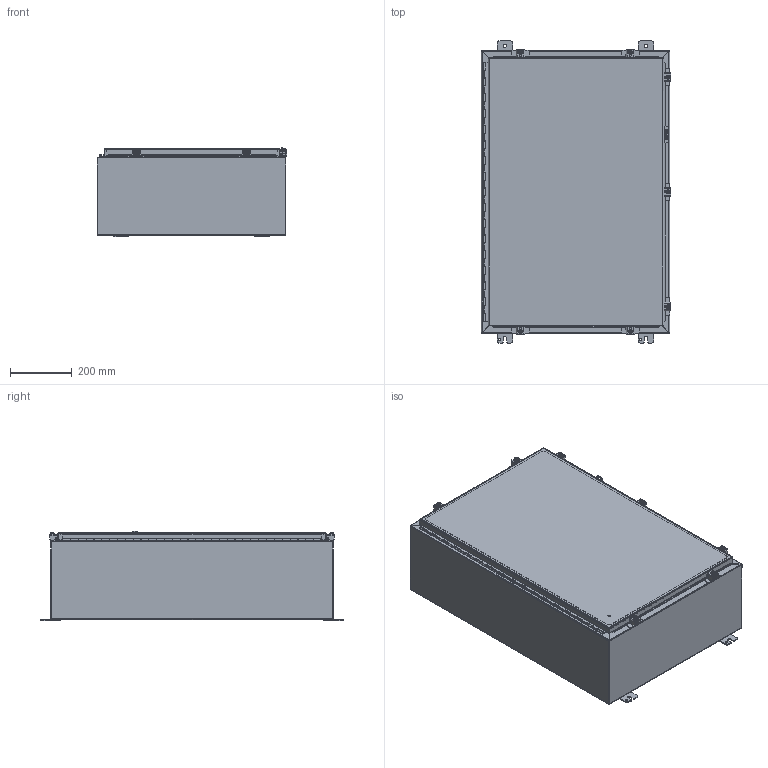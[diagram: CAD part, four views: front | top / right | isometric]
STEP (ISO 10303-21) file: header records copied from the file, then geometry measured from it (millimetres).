
FILE_DESCRIPTION(/* description */ ('MTG FT,N4 & N12,SS,316,2X2.5'),/* implementation_level */ '2;1');
FILE_NAME(/* name */ 'SSN4362410A.stp',/* time_stamp */ '2016-11-07T21:54:31+05:00',/* author */ ('vdas'),/* organization */ ('HUBBELL WIEGMANN'),/* preprocessor_version */ 'ST-DEVELOPER v16.1',/* originating_system */ 'Autodesk Inventor 2016',/* authorisation */ 'MATTHEW SUMMERS');
FILE_SCHEMA (('AUTOMOTIVE_DESIGN { 1 0 10303 214 3 1 1 }'));
Length unit declared in the file: inch
Products named in the file (19): 34839; 38415; SSN4362410ABKP; 3298; 34x22; 38846; SSN43624ALID; 32874-36T; 32874-36L; 32874-36P; 32874-36; 38859; HFW30828 & HFW30829 CLAMP; HFW30828 & HFW30829 SCREW; HFW30828 & HFW30829 WASHER; 30819; HFW30828 & HFW30829 SPRING; HFW30828; SSN4362410A
Assembly tree (38 placements, depth 3):
  SSN4362410A
    34839  x4
    38415
    SSN4362410ABKP
    3298
    34x22
    38846
    SSN43624ALID
    32874-36
      32874-36T
      32874-36L
      32874-36P
    38859  x6
    HFW30828  x7
      HFW30828 & HFW30829 CLAMP
      HFW30828 & HFW30829 SCREW
      HFW30828 & HFW30829 WASHER
      HFW30828 & HFW30829 SPRING
    30819  x7
Bounding box: 613.04 x 977.9 x 288.42 mm (x, y, z)
Volume: 4216424.8 mm3; surface area: 4387317.6 mm2
Topology: 47 solids, 159 shells, 1610 faces, 4284 edges, 2913 vertices
Faces by surface type: plane 824, cylinder 447, bspline 248, cone 78, torus 13
Full cylindrical faces by diameter (mm): 3.048 x1, 3.967 x1, 5.359 x7, 6.35 x1, 7.163 x7, 7.95 x4, 8.382 x12, 8.56 x1, 8.89 x7, 11.125 x4, 12.7 x1, 13.208 x7, 15.875 x13
Entity records: 31362 total; most frequent: CARTESIAN_POINT 11079, ORIENTED_EDGE 4060, DIRECTION 3833, EDGE_CURVE 2060, LINE 1357, VECTOR 1357, VERTEX_POINT 1338, AXIS2_PLACEMENT_3D 1238
